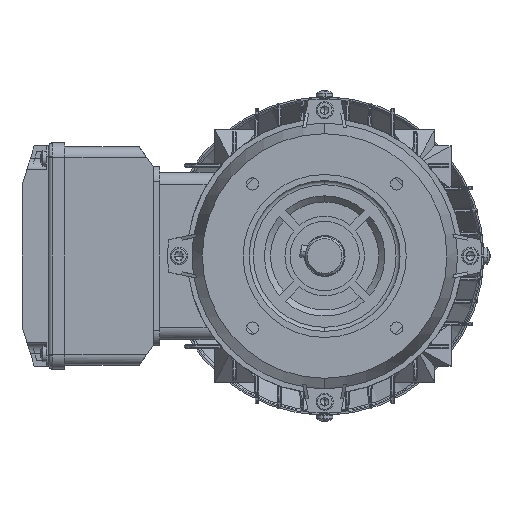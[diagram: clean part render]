
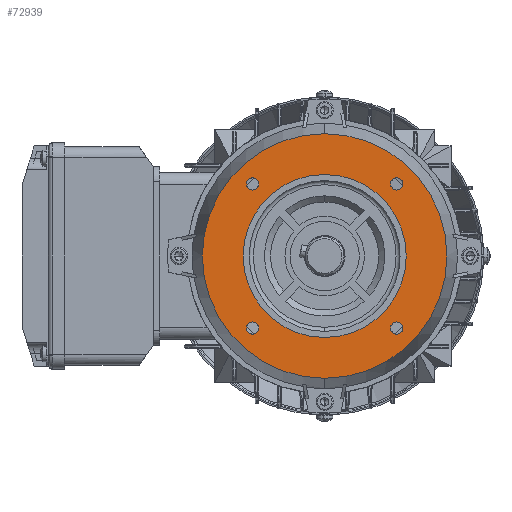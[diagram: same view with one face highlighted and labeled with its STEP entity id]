
A CAD part, left-side view. The second image highlights one B-rep face of the part: STEP entity #72939.
In plain terms, the highlighted face is planar.
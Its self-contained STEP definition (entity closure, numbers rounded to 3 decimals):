
#47700 = CARTESIAN_POINT ( 'NONE',  ( -32.355, -35.355, 32.846 ) ) ;
#47701 = DIRECTION ( 'NONE',  ( 1., 0., 0. ) ) ;
#47702 = DIRECTION ( 'NONE',  ( 0., 0., 1. ) ) ;
#47703 = CARTESIAN_POINT ( 'NONE',  ( -35.355, -35.355, 32.846 ) ) ;
#47704 = AXIS2_PLACEMENT_3D ( 'NONE', #47703, #47702, #47701 ) ;
#47705 = CIRCLE ( 'NONE', #47704, 3. ) ;
#47890 = CARTESIAN_POINT ( 'NONE',  ( 38.355, -35.355, 32.846 ) ) ;
#47891 = DIRECTION ( 'NONE',  ( 1., 0., 0. ) ) ;
#47892 = DIRECTION ( 'NONE',  ( 0., 0., 1. ) ) ;
#47893 = CARTESIAN_POINT ( 'NONE',  ( 35.355, -35.355, 32.846 ) ) ;
#47895 = AXIS2_PLACEMENT_3D ( 'NONE', #47893, #47892, #47891 ) ;
#47896 = CIRCLE ( 'NONE', #47895, 3. ) ;
#47909 = CARTESIAN_POINT ( 'NONE',  ( 32.355, -35.355, 32.846 ) ) ;
#48005 = CARTESIAN_POINT ( 'NONE',  ( -38.355, 35.355, 32.846 ) ) ;
#48030 = CARTESIAN_POINT ( 'NONE',  ( -38.355, -35.355, 32.846 ) ) ;
#48123 = CARTESIAN_POINT ( 'NONE',  ( -32.355, 35.355, 32.846 ) ) ;
#48124 = DIRECTION ( 'NONE',  ( 1., 0., 0. ) ) ;
#48125 = DIRECTION ( 'NONE',  ( 0., 0., 1. ) ) ;
#48127 = CARTESIAN_POINT ( 'NONE',  ( -35.355, 35.355, 32.846 ) ) ;
#48128 = AXIS2_PLACEMENT_3D ( 'NONE', #48127, #48125, #48124 ) ;
#48129 = CIRCLE ( 'NONE', #48128, 3. ) ;
#48132 = CARTESIAN_POINT ( 'NONE',  ( 32.355, 35.355, 32.846 ) ) ;
#48220 = CARTESIAN_POINT ( 'NONE',  ( 38.355, 35.355, 32.846 ) ) ;
#48221 = DIRECTION ( 'NONE',  ( 1., 0., 0. ) ) ;
#48222 = DIRECTION ( 'NONE',  ( 0., 0., 1. ) ) ;
#48223 = CARTESIAN_POINT ( 'NONE',  ( 35.355, 35.355, 32.846 ) ) ;
#48224 = AXIS2_PLACEMENT_3D ( 'NONE', #48223, #48222, #48221 ) ;
#48226 = CIRCLE ( 'NONE', #48224, 3. ) ;
#50036 = CARTESIAN_POINT ( 'NONE',  ( 60., 0., 32.846 ) ) ;
#50038 = CARTESIAN_POINT ( 'NONE',  ( -60., 0., 32.846 ) ) ;
#50039 = DIRECTION ( 'NONE',  ( -1., 0., 0. ) ) ;
#50040 = DIRECTION ( 'NONE',  ( 0., 0., -1. ) ) ;
#50041 = AXIS2_PLACEMENT_3D ( 'NONE', #50053, #50040, #50039 ) ;
#50043 = CIRCLE ( 'NONE', #50041, 60. ) ;
#50053 = CARTESIAN_POINT ( 'NONE',  ( 0., 0., 32.846 ) ) ;
#50273 = CARTESIAN_POINT ( 'NONE',  ( -40., 0., 32.846 ) ) ;
#50284 = DIRECTION ( 'NONE',  ( -1., 0., 0. ) ) ;
#50285 = DIRECTION ( 'NONE',  ( 0., 0., -1. ) ) ;
#50286 = CARTESIAN_POINT ( 'NONE',  ( 0., 0., 32.846 ) ) ;
#50287 = AXIS2_PLACEMENT_3D ( 'NONE', #50286, #50285, #50284 ) ;
#50288 = CIRCLE ( 'NONE', #50287, 40. ) ;
#50294 = CARTESIAN_POINT ( 'NONE',  ( 40., 0., 32.846 ) ) ;
#54880 = PLANE ( 'NONE',  #54883 ) ;
#54881 = CARTESIAN_POINT ( 'NONE',  ( -35.355, -35.355, 32.846 ) ) ;
#54883 = AXIS2_PLACEMENT_3D ( 'NONE', #54951, #54950, #54949 ) ;
#54884 = FACE_BOUND ( 'NONE', #73000, .T. ) ;
#54885 = FACE_OUTER_BOUND ( 'NONE', #72993, .T. ) ;
#54886 = FACE_BOUND ( 'NONE', #88198, .T. ) ;
#54887 = FACE_BOUND ( 'NONE', #72957, .T. ) ;
#54888 = FACE_BOUND ( 'NONE', #72947, .T. ) ;
#54892 = FACE_BOUND ( 'NONE', #72908, .T. ) ;
#54917 = CARTESIAN_POINT ( 'NONE',  ( 35.355, 35.355, 32.846 ) ) ;
#54918 = AXIS2_PLACEMENT_3D ( 'NONE', #54917, #54983, #54982 ) ;
#54924 = CIRCLE ( 'NONE', #54918, 3. ) ;
#54927 = DIRECTION ( 'NONE',  ( 1., 0., 0. ) ) ;
#54928 = DIRECTION ( 'NONE',  ( 0., 0., 1. ) ) ;
#54930 = CARTESIAN_POINT ( 'NONE',  ( 35.355, -35.355, 32.846 ) ) ;
#54931 = AXIS2_PLACEMENT_3D ( 'NONE', #54930, #54928, #54927 ) ;
#54932 = CIRCLE ( 'NONE', #54931, 3. ) ;
#54945 = DIRECTION ( 'NONE',  ( 1., 0., 0. ) ) ;
#54946 = DIRECTION ( 'NONE',  ( 0., 0., 1. ) ) ;
#54947 = AXIS2_PLACEMENT_3D ( 'NONE', #54881, #54946, #54945 ) ;
#54948 = CIRCLE ( 'NONE', #54947, 3. ) ;
#54949 = DIRECTION ( 'NONE',  ( -1., 0., 0. ) ) ;
#54950 = DIRECTION ( 'NONE',  ( 0., 0., -1. ) ) ;
#54951 = CARTESIAN_POINT ( 'NONE',  ( -60., 0., 32.846 ) ) ;
#54982 = DIRECTION ( 'NONE',  ( 1., 0., 0. ) ) ;
#54983 = DIRECTION ( 'NONE',  ( 0., 0., 1. ) ) ;
#54989 = DIRECTION ( 'NONE',  ( -1., 0., 0. ) ) ;
#54990 = DIRECTION ( 'NONE',  ( 0., 0., -1. ) ) ;
#54991 = CARTESIAN_POINT ( 'NONE',  ( 0., 0., 32.846 ) ) ;
#54992 = AXIS2_PLACEMENT_3D ( 'NONE', #54991, #54990, #54989 ) ;
#54993 = CIRCLE ( 'NONE', #54992, 60. ) ;
#54999 = DIRECTION ( 'NONE',  ( 1., 0., 0. ) ) ;
#55000 = DIRECTION ( 'NONE',  ( 0., 0., 1. ) ) ;
#55001 = CARTESIAN_POINT ( 'NONE',  ( -35.355, 35.355, 32.846 ) ) ;
#55002 = AXIS2_PLACEMENT_3D ( 'NONE', #55001, #55000, #54999 ) ;
#55007 = CIRCLE ( 'NONE', #55002, 3. ) ;
#55056 = DIRECTION ( 'NONE',  ( -1., 0., 0. ) ) ;
#55057 = DIRECTION ( 'NONE',  ( 0., 0., -1. ) ) ;
#55058 = CARTESIAN_POINT ( 'NONE',  ( 0., 0., 32.846 ) ) ;
#55059 = AXIS2_PLACEMENT_3D ( 'NONE', #55058, #55057, #55056 ) ;
#55060 = CIRCLE ( 'NONE', #55059, 40. ) ;
#70429 = EDGE_CURVE ( 'NONE', #70507, #70430, #47705, .T. ) ;
#70430 = VERTEX_POINT ( 'NONE', #47700 ) ;
#70482 = VERTEX_POINT ( 'NONE', #47909 ) ;
#70487 = EDGE_CURVE ( 'NONE', #70482, #70488, #47896, .T. ) ;
#70488 = VERTEX_POINT ( 'NONE', #47890 ) ;
#70507 = VERTEX_POINT ( 'NONE', #48030 ) ;
#70512 = VERTEX_POINT ( 'NONE', #48005 ) ;
#70516 = EDGE_CURVE ( 'NONE', #70512, #70517, #48129, .T. ) ;
#70517 = VERTEX_POINT ( 'NONE', #48123 ) ;
#70540 = VERTEX_POINT ( 'NONE', #48132 ) ;
#70545 = EDGE_CURVE ( 'NONE', #70540, #70547, #48226, .T. ) ;
#70547 = VERTEX_POINT ( 'NONE', #48220 ) ;
#70987 = EDGE_CURVE ( 'NONE', #70989, #70990, #50043, .T. ) ;
#70989 = VERTEX_POINT ( 'NONE', #50038 ) ;
#70990 = VERTEX_POINT ( 'NONE', #50036 ) ;
#71050 = VERTEX_POINT ( 'NONE', #50294 ) ;
#71054 = EDGE_CURVE ( 'NONE', #71057, #71050, #50288, .T. ) ;
#71057 = VERTEX_POINT ( 'NONE', #50273 ) ;
#72908 = EDGE_LOOP ( 'NONE', ( #72941, #72946 ) ) ;
#72939 = ADVANCED_FACE ( 'NONE', ( #54892, #54888, #54887, #54886, #54885, #54884 ), #54880, .F. ) ;
#72941 = ORIENTED_EDGE ( 'NONE', *, *, #72944, .F. ) ;
#72944 = EDGE_CURVE ( 'NONE', #70430, #70507, #54948, .T. ) ;
#72946 = ORIENTED_EDGE ( 'NONE', *, *, #70429, .F. ) ;
#72947 = EDGE_LOOP ( 'NONE', ( #72949, #72955 ) ) ;
#72949 = ORIENTED_EDGE ( 'NONE', *, *, #72952, .F. ) ;
#72952 = EDGE_CURVE ( 'NONE', #70488, #70482, #54932, .T. ) ;
#72955 = ORIENTED_EDGE ( 'NONE', *, *, #70487, .F. ) ;
#72957 = EDGE_LOOP ( 'NONE', ( #72960, #72964 ) ) ;
#72960 = ORIENTED_EDGE ( 'NONE', *, *, #72961, .F. ) ;
#72961 = EDGE_CURVE ( 'NONE', #70547, #70540, #54924, .T. ) ;
#72964 = ORIENTED_EDGE ( 'NONE', *, *, #70545, .F. ) ;
#72986 = ORIENTED_EDGE ( 'NONE', *, *, #72990, .F. ) ;
#72990 = EDGE_CURVE ( 'NONE', #70517, #70512, #55007, .T. ) ;
#72992 = ORIENTED_EDGE ( 'NONE', *, *, #70516, .F. ) ;
#72993 = EDGE_LOOP ( 'NONE', ( #72995, #72997 ) ) ;
#72995 = ORIENTED_EDGE ( 'NONE', *, *, #70987, .F. ) ;
#72997 = ORIENTED_EDGE ( 'NONE', *, *, #72999, .F. ) ;
#72999 = EDGE_CURVE ( 'NONE', #70990, #70989, #54993, .T. ) ;
#73000 = EDGE_LOOP ( 'NONE', ( #73002, #73005 ) ) ;
#73002 = ORIENTED_EDGE ( 'NONE', *, *, #71054, .T. ) ;
#73005 = ORIENTED_EDGE ( 'NONE', *, *, #73013, .T. ) ;
#73013 = EDGE_CURVE ( 'NONE', #71050, #71057, #55060, .T. ) ;
#88198 = EDGE_LOOP ( 'NONE', ( #72986, #72992 ) ) ;
